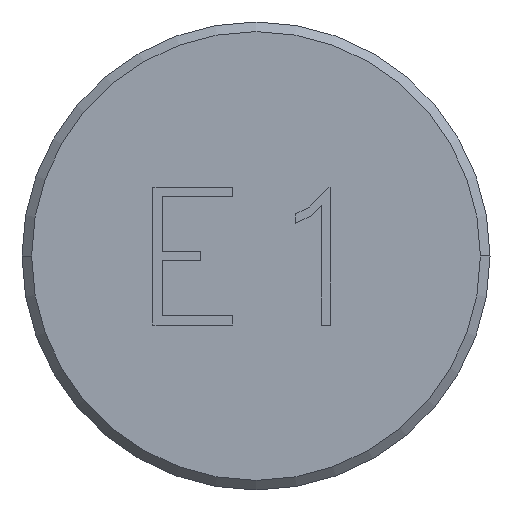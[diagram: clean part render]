
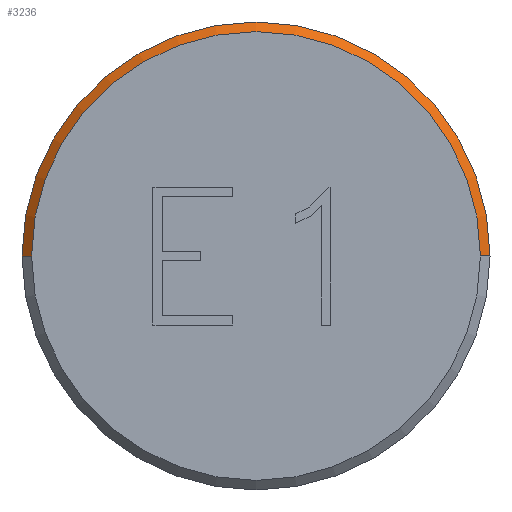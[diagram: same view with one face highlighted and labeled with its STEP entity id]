
A CAD part, left-side view. The second image highlights one B-rep face of the part: STEP entity #3236.
In plain terms, the highlighted conical face has half-angle 45 degrees and reference radius 15.85 mm.
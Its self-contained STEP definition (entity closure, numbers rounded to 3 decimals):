
#5 = DIRECTION ( 'NONE',  ( 1., 0., 0. ) ) ;
#86 = LINE ( 'NONE', #2896, #1989 ) ;
#152 = CONICAL_SURFACE ( 'NONE', #1008, 15.85, 0.785 ) ;
#226 = DIRECTION ( 'NONE',  ( 0.707, -0.707, 0. ) ) ;
#235 = CARTESIAN_POINT ( 'NONE',  ( 0.65, 0., 0. ) ) ;
#245 = DIRECTION ( 'NONE',  ( 1., 0., 0. ) ) ;
#266 = VECTOR ( 'NONE', #226, 1000. ) ;
#349 = ORIENTED_EDGE ( 'NONE', *, *, #3124, .F. ) ;
#482 = VERTEX_POINT ( 'NONE', #1332 ) ;
#493 = DIRECTION ( 'NONE',  ( 0., 0., -1. ) ) ;
#499 = CARTESIAN_POINT ( 'NONE',  ( 0.65, 0., 0. ) ) ;
#500 = CARTESIAN_POINT ( 'NONE',  ( 0., 0., 0. ) ) ;
#741 = CIRCLE ( 'NONE', #1358, 15.2 ) ;
#776 = LINE ( 'NONE', #2097, #266 ) ;
#889 = EDGE_LOOP ( 'NONE', ( #1828, #2609, #349, #987, #1182 ) ) ;
#896 = CIRCLE ( 'NONE', #3267, 15.85 ) ;
#987 = ORIENTED_EDGE ( 'NONE', *, *, #1895, .F. ) ;
#1008 = AXIS2_PLACEMENT_3D ( 'NONE', #499, #5, #2087 ) ;
#1079 = DIRECTION ( 'NONE',  ( 0.707, 0.707, 0. ) ) ;
#1152 = VERTEX_POINT ( 'NONE', #2061 ) ;
#1182 = ORIENTED_EDGE ( 'NONE', *, *, #2445, .F. ) ;
#1235 = DIRECTION ( 'NONE',  ( 0., 0., -1. ) ) ;
#1242 = DIRECTION ( 'NONE',  ( 1., 0., 0. ) ) ;
#1332 = CARTESIAN_POINT ( 'NONE',  ( 0., 15.2, 0. ) ) ;
#1358 = AXIS2_PLACEMENT_3D ( 'NONE', #500, #245, #2242 ) ;
#1402 = VERTEX_POINT ( 'NONE', #2026 ) ;
#1460 = EDGE_CURVE ( 'NONE', #482, #1402, #741, .T. ) ;
#1652 = VERTEX_POINT ( 'NONE', #2959 ) ;
#1819 = AXIS2_PLACEMENT_3D ( 'NONE', #235, #1242, #493 ) ;
#1828 = ORIENTED_EDGE ( 'NONE', *, *, #1460, .T. ) ;
#1895 = EDGE_CURVE ( 'NONE', #1152, #2715, #2458, .T. ) ;
#1977 = CARTESIAN_POINT ( 'NONE',  ( 0.65, 0., 0. ) ) ;
#1989 = VECTOR ( 'NONE', #1079, 1000. ) ;
#2009 = DIRECTION ( 'NONE',  ( 1., 0., 0. ) ) ;
#2026 = CARTESIAN_POINT ( 'NONE',  ( 0., -15.2, 0. ) ) ;
#2061 = CARTESIAN_POINT ( 'NONE',  ( 0.65, 15.85, 0. ) ) ;
#2087 = DIRECTION ( 'NONE',  ( 0., 1., 0. ) ) ;
#2097 = CARTESIAN_POINT ( 'NONE',  ( 0.65, -15.85, 0. ) ) ;
#2207 = EDGE_CURVE ( 'NONE', #1402, #1652, #776, .T. ) ;
#2242 = DIRECTION ( 'NONE',  ( 0., 1., 0. ) ) ;
#2445 = EDGE_CURVE ( 'NONE', #482, #1152, #86, .T. ) ;
#2458 = CIRCLE ( 'NONE', #1819, 15.85 ) ;
#2609 = ORIENTED_EDGE ( 'NONE', *, *, #2207, .T. ) ;
#2715 = VERTEX_POINT ( 'NONE', #2833 ) ;
#2788 = FACE_OUTER_BOUND ( 'NONE', #889, .T. ) ;
#2833 = CARTESIAN_POINT ( 'NONE',  ( 0.65, 0., 15.85 ) ) ;
#2896 = CARTESIAN_POINT ( 'NONE',  ( 0.65, 15.85, 0. ) ) ;
#2959 = CARTESIAN_POINT ( 'NONE',  ( 0.65, -15.85, 0. ) ) ;
#3124 = EDGE_CURVE ( 'NONE', #2715, #1652, #896, .T. ) ;
#3236 = ADVANCED_FACE ( 'NONE', ( #2788 ), #152, .T. ) ;
#3267 = AXIS2_PLACEMENT_3D ( 'NONE', #1977, #2009, #1235 ) ;
